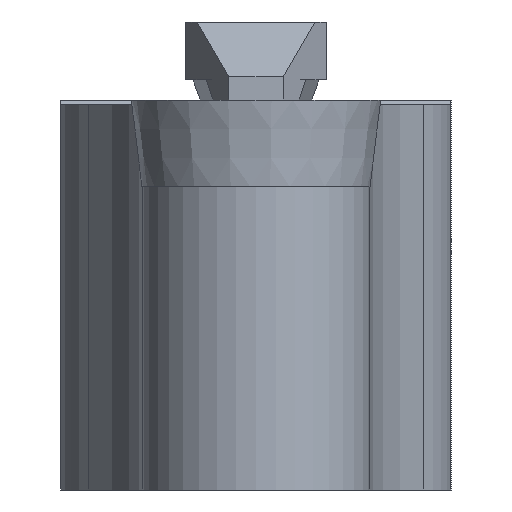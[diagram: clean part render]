
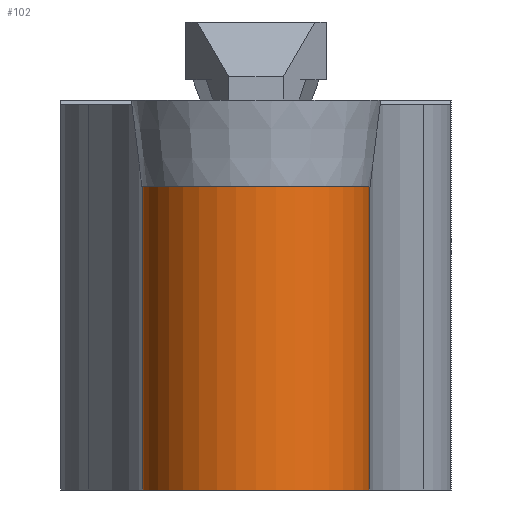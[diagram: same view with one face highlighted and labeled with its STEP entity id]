
A CAD part, left-side view. The second image highlights one B-rep face of the part: STEP entity #102.
In plain terms, the highlighted cylindrical face has radius 7.267 mm (diameter 14.535 mm), a partial arc.
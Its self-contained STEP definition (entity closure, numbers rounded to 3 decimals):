
#74=CYLINDRICAL_SURFACE('',#632,7.267);
#81=CIRCLE('',#630,7.267);
#82=CIRCLE('',#631,7.267);
#102=ADVANCED_FACE('',(#157),#74,.T.);
#157=FACE_OUTER_BOUND('',#187,.T.);
#187=EDGE_LOOP('',(#338,#339,#340,#341));
#221=LINE('',#860,#277);
#225=LINE('',#870,#281);
#277=VECTOR('',#686,1.);
#281=VECTOR('',#694,1.);
#338=ORIENTED_EDGE('',*,*,#552,.F.);
#339=ORIENTED_EDGE('',*,*,#553,.T.);
#340=ORIENTED_EDGE('',*,*,#554,.F.);
#341=ORIENTED_EDGE('',*,*,#548,.F.);
#494=VERTEX_POINT('',#859);
#495=VERTEX_POINT('',#861);
#498=VERTEX_POINT('',#869);
#499=VERTEX_POINT('',#871);
#548=EDGE_CURVE('',#494,#495,#221,.T.);
#552=EDGE_CURVE('',#498,#494,#81,.T.);
#553=EDGE_CURVE('',#498,#499,#225,.T.);
#554=EDGE_CURVE('',#495,#499,#82,.T.);
#630=AXIS2_PLACEMENT_3D('',#868,#692,#693);
#631=AXIS2_PLACEMENT_3D('',#872,#695,#696);
#632=AXIS2_PLACEMENT_3D('',#873,#697,#698);
#686=DIRECTION('',(0.,0.,-1.));
#692=DIRECTION('',(0.,0.,1.));
#693=DIRECTION('',(1.,0.,0.));
#694=DIRECTION('',(0.,0.,-1.));
#695=DIRECTION('',(0.,0.,-1.));
#696=DIRECTION('',(1.,0.,0.));
#697=DIRECTION('',(0.,0.,1.));
#698=DIRECTION('',(1.,0.,0.));
#859=CARTESIAN_POINT('',(8.,-7.267,-5.56));
#860=CARTESIAN_POINT('',(8.,-7.267,-35.));
#861=CARTESIAN_POINT('',(8.,-7.267,-25.));
#868=CARTESIAN_POINT('',(8.,0.,-5.56));
#869=CARTESIAN_POINT('',(8.,7.267,-5.56));
#870=CARTESIAN_POINT('',(8.,7.267,-35.));
#871=CARTESIAN_POINT('',(8.,7.267,-25.));
#872=CARTESIAN_POINT('',(8.,0.,-25.));
#873=CARTESIAN_POINT('',(8.,0.,-35.));
